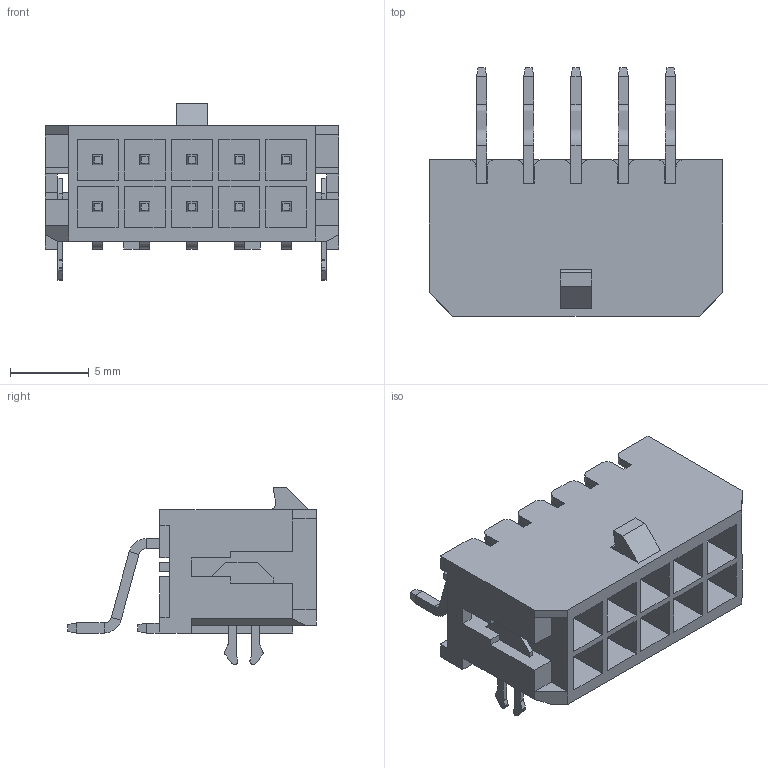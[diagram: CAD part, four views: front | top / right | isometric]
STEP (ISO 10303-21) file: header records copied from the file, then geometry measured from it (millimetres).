
FILE_DESCRIPTION (( 'STEP AP214' ), '1' );
FILE_NAME ('CONN-SMD_2x5P-L18.7-W9.9-H7.4-P3.0-LS.step', '2021-08-14T06:57:37', ( '' ), ( '' ), 'SwSTEP 2.0', 'SolidWorks 2020', '' );
FILE_SCHEMA (( 'AUTOMOTIVE_DESIGN' ));
Length unit declared in the file: millimetre
Products named in the file (1): CONN-SMD_2x5P-L18.7-W9.9-H7.4-P3.0-LS
Bounding box: 18.65 x 15.8 x 11.25 mm (x, y, z)
Volume: 695.9 mm3; surface area: 2132.8 mm2
Topology: 1 solids, 1 shells, 719 faces, 1805 edges, 1124 vertices
Faces by surface type: plane 620, cylinder 85, bspline 14
Entity records: 28909 total; most frequent: CARTESIAN_POINT 4447, ORIENTED_EDGE 3610, DIRECTION 3359, EDGE_CURVE 1805, LINE 1607, VECTOR 1607, VERTEX_POINT 1124, AXIS2_PLACEMENT_3D 876
